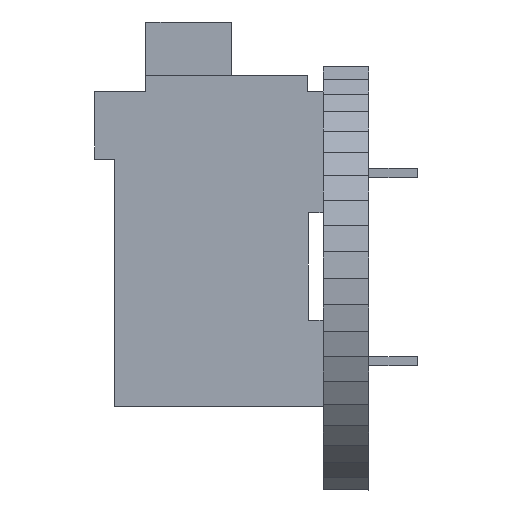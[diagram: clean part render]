
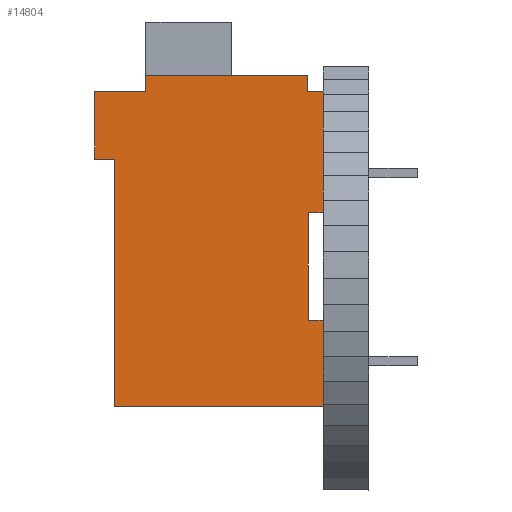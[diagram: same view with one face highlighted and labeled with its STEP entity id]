
A CAD part, left-side view. The second image highlights one B-rep face of the part: STEP entity #14804.
In plain terms, the highlighted planar face has unit normal (-1, 0, 0).
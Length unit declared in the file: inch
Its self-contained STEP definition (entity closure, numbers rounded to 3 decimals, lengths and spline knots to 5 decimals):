
#450 = VECTOR ( 'NONE', #9457, 39.37008 ) ;
#959 = EDGE_CURVE ( 'NONE', #11599, #16014, #9480, .T. ) ;
#1693 = CARTESIAN_POINT ( 'NONE',  ( 0., 0.44291, 0.3622 ) ) ;
#1791 = CARTESIAN_POINT ( 'NONE',  ( 0., 0.1378, 0.37205 ) ) ;
#1823 = EDGE_CURVE ( 'NONE', #16014, #3963, #14649, .T. ) ;
#2015 = EDGE_CURVE ( 'NONE', #3462, #14298, #13813, .T. ) ;
#2067 = VERTEX_POINT ( 'NONE', #13568 ) ;
#2107 = EDGE_CURVE ( 'NONE', #9366, #3462, #13411, .T. ) ;
#2429 = EDGE_CURVE ( 'NONE', #12197, #16903, #12338, .T. ) ;
#2669 = CARTESIAN_POINT ( 'NONE',  ( 0., 0.15945, 0.12598 ) ) ;
#2977 = LINE ( 'NONE', #14951, #4979 ) ;
#3049 = CARTESIAN_POINT ( 'NONE',  ( 0., 0.00394, 0. ) ) ;
#3092 = DIRECTION ( 'NONE',  ( 0., 0., 1. ) ) ;
#3462 = VERTEX_POINT ( 'NONE', #5973 ) ;
#3963 = VERTEX_POINT ( 'NONE', #2669 ) ;
#4014 = DIRECTION ( 'NONE',  ( 0., -1., 0. ) ) ;
#4040 = ORIENTED_EDGE ( 'NONE', *, *, #13169, .T. ) ;
#4162 = CARTESIAN_POINT ( 'NONE',  ( 0., 0.14961, 0.46063 ) ) ;
#4804 = VERTEX_POINT ( 'NONE', #13112 ) ;
#4979 = VECTOR ( 'NONE', #9658, 39.37008 ) ;
#5057 = DIRECTION ( 'NONE',  ( -1., 0., 0. ) ) ;
#5517 = AXIS2_PLACEMENT_3D ( 'NONE', #3049, #5057, #16172 ) ;
#5557 = ORIENTED_EDGE ( 'NONE', *, *, #11562, .T. ) ;
#5918 = CARTESIAN_POINT ( 'NONE',  ( 0., 0.27953, 0.48425 ) ) ;
#5973 = CARTESIAN_POINT ( 'NONE',  ( 0., 0.1378, 0. ) ) ;
#6320 = CARTESIAN_POINT ( 'NONE',  ( 0., 0.15945, 0.28346 ) ) ;
#6406 = VECTOR ( 'NONE', #14179, 39.37008 ) ;
#6529 = LINE ( 'NONE', #7905, #13545 ) ;
#7053 = LINE ( 'NONE', #1791, #12640 ) ;
#7196 = DIRECTION ( 'NONE',  ( 0., 0., -1. ) ) ;
#7243 = LINE ( 'NONE', #8602, #16685 ) ;
#7250 = CARTESIAN_POINT ( 'NONE',  ( 0., 0.44291, 0.1811 ) ) ;
#7274 = LINE ( 'NONE', #7250, #14064 ) ;
#7905 = CARTESIAN_POINT ( 'NONE',  ( 0., 0.39764, 0.47244 ) ) ;
#8435 = VECTOR ( 'NONE', #13397, 39.37008 ) ;
#8444 = CARTESIAN_POINT ( 'NONE',  ( 0., 0.16142, 0.47244 ) ) ;
#8514 = DIRECTION ( 'NONE',  ( 0., 1., 0. ) ) ;
#8516 = VECTOR ( 'NONE', #3092, 39.37008 ) ;
#8602 = CARTESIAN_POINT ( 'NONE',  ( 0., 0.43504, 0.46063 ) ) ;
#8659 = VECTOR ( 'NONE', #12296, 39.37008 ) ;
#8946 = LINE ( 'NONE', #4162, #6406 ) ;
#8970 = VERTEX_POINT ( 'NONE', #15150 ) ;
#9366 = VERTEX_POINT ( 'NONE', #10629 ) ;
#9457 = DIRECTION ( 'NONE',  ( 0., 1., 0. ) ) ;
#9475 = CARTESIAN_POINT ( 'NONE',  ( 0., 0.14862, 0.28346 ) ) ;
#9480 = LINE ( 'NONE', #9475, #450 ) ;
#9658 = DIRECTION ( 'NONE',  ( 0., -1., 0. ) ) ;
#9660 = EDGE_CURVE ( 'NONE', #13268, #9366, #7274, .T. ) ;
#9749 = CARTESIAN_POINT ( 'NONE',  ( 0., 0.47244, 0.3622 ) ) ;
#9822 = CARTESIAN_POINT ( 'NONE',  ( 0., 0.1378, 0.12598 ) ) ;
#9948 = DIRECTION ( 'NONE',  ( 0., 1., 0. ) ) ;
#10054 = LINE ( 'NONE', #11326, #12631 ) ;
#10081 = PLANE ( 'NONE',  #5517 ) ;
#10629 = CARTESIAN_POINT ( 'NONE',  ( 0., 0.44291, 0. ) ) ;
#11180 = CARTESIAN_POINT ( 'NONE',  ( 0., 0.1378, 0.28346 ) ) ;
#11239 = CARTESIAN_POINT ( 'NONE',  ( 0., 0.1378, 0.46063 ) ) ;
#11326 = CARTESIAN_POINT ( 'NONE',  ( 0., 0.45768, 0.3622 ) ) ;
#11400 = LINE ( 'NONE', #5918, #14428 ) ;
#11507 = VECTOR ( 'NONE', #13788, 39.37008 ) ;
#11562 = EDGE_CURVE ( 'NONE', #4804, #2067, #11400, .T. ) ;
#11599 = VERTEX_POINT ( 'NONE', #11180 ) ;
#11626 = CARTESIAN_POINT ( 'NONE',  ( 0., 0.39764, 0.46063 ) ) ;
#11720 = EDGE_CURVE ( 'NONE', #16903, #13268, #10054, .T. ) ;
#11880 = ORIENTED_EDGE ( 'NONE', *, *, #14652, .T. ) ;
#12197 = VERTEX_POINT ( 'NONE', #15679 ) ;
#12296 = DIRECTION ( 'NONE',  ( 0., 0., -1. ) ) ;
#12323 = CARTESIAN_POINT ( 'NONE',  ( 0., 0.47244, 0.41142 ) ) ;
#12338 = LINE ( 'NONE', #12323, #8659 ) ;
#12513 = VERTEX_POINT ( 'NONE', #11626 ) ;
#12631 = VECTOR ( 'NONE', #4014, 39.37008 ) ;
#12640 = VECTOR ( 'NONE', #13772, 39.37008 ) ;
#12671 = EDGE_CURVE ( 'NONE', #8970, #4804, #13812, .T. ) ;
#12798 = ORIENTED_EDGE ( 'NONE', *, *, #13769, .T. ) ;
#12821 = ORIENTED_EDGE ( 'NONE', *, *, #2429, .T. ) ;
#13021 = ORIENTED_EDGE ( 'NONE', *, *, #959, .F. ) ;
#13067 = EDGE_LOOP ( 'NONE', ( #16588, #15511, #16686, #14340, #15771, #13021, #4040, #15395, #14380, #5557, #12798, #11880, #12821, #15110 ) ) ;
#13112 = CARTESIAN_POINT ( 'NONE',  ( 0., 0.16142, 0.48425 ) ) ;
#13169 = EDGE_CURVE ( 'NONE', #11599, #13974, #7053, .T. ) ;
#13191 = EDGE_CURVE ( 'NONE', #3963, #14298, #2977, .T. ) ;
#13268 = VERTEX_POINT ( 'NONE', #1693 ) ;
#13279 = DIRECTION ( 'NONE',  ( 0., 0., -1. ) ) ;
#13397 = DIRECTION ( 'NONE',  ( 0., -1., 0. ) ) ;
#13408 = CARTESIAN_POINT ( 'NONE',  ( 0., 0.29035, 0. ) ) ;
#13411 = LINE ( 'NONE', #13408, #8435 ) ;
#13545 = VECTOR ( 'NONE', #13279, 39.37008 ) ;
#13568 = CARTESIAN_POINT ( 'NONE',  ( 0., 0.39764, 0.48425 ) ) ;
#13718 = FACE_OUTER_BOUND ( 'NONE', #13067, .T. ) ;
#13769 = EDGE_CURVE ( 'NONE', #2067, #12513, #6529, .T. ) ;
#13772 = DIRECTION ( 'NONE',  ( 0., 0., 1. ) ) ;
#13788 = DIRECTION ( 'NONE',  ( 0., 0., 1. ) ) ;
#13806 = CARTESIAN_POINT ( 'NONE',  ( 0., 0.1378, 0.06299 ) ) ;
#13812 = LINE ( 'NONE', #8444, #8516 ) ;
#13813 = LINE ( 'NONE', #13806, #11507 ) ;
#13974 = VERTEX_POINT ( 'NONE', #11239 ) ;
#14064 = VECTOR ( 'NONE', #7196, 39.37008 ) ;
#14179 = DIRECTION ( 'NONE',  ( 0., 1., 0. ) ) ;
#14298 = VERTEX_POINT ( 'NONE', #9822 ) ;
#14340 = ORIENTED_EDGE ( 'NONE', *, *, #13191, .F. ) ;
#14380 = ORIENTED_EDGE ( 'NONE', *, *, #12671, .T. ) ;
#14428 = VECTOR ( 'NONE', #9948, 39.37008 ) ;
#14614 = DIRECTION ( 'NONE',  ( 0., 0., -1. ) ) ;
#14642 = CARTESIAN_POINT ( 'NONE',  ( 0., 0.15945, 0.20472 ) ) ;
#14649 = LINE ( 'NONE', #14642, #15881 ) ;
#14652 = EDGE_CURVE ( 'NONE', #12513, #12197, #7243, .T. ) ;
#14804 = ADVANCED_FACE ( 'NONE', ( #13718 ), #10081, .T. ) ;
#14951 = CARTESIAN_POINT ( 'NONE',  ( 0., 0.14862, 0.12598 ) ) ;
#14980 = EDGE_CURVE ( 'NONE', #13974, #8970, #8946, .T. ) ;
#15110 = ORIENTED_EDGE ( 'NONE', *, *, #11720, .T. ) ;
#15150 = CARTESIAN_POINT ( 'NONE',  ( 0., 0.16142, 0.46063 ) ) ;
#15395 = ORIENTED_EDGE ( 'NONE', *, *, #14980, .T. ) ;
#15511 = ORIENTED_EDGE ( 'NONE', *, *, #2107, .T. ) ;
#15679 = CARTESIAN_POINT ( 'NONE',  ( 0., 0.47244, 0.46063 ) ) ;
#15771 = ORIENTED_EDGE ( 'NONE', *, *, #1823, .F. ) ;
#15881 = VECTOR ( 'NONE', #14614, 39.37008 ) ;
#16014 = VERTEX_POINT ( 'NONE', #6320 ) ;
#16172 = DIRECTION ( 'NONE',  ( 0., 1., 0. ) ) ;
#16588 = ORIENTED_EDGE ( 'NONE', *, *, #9660, .T. ) ;
#16685 = VECTOR ( 'NONE', #8514, 39.37008 ) ;
#16686 = ORIENTED_EDGE ( 'NONE', *, *, #2015, .T. ) ;
#16903 = VERTEX_POINT ( 'NONE', #9749 ) ;
